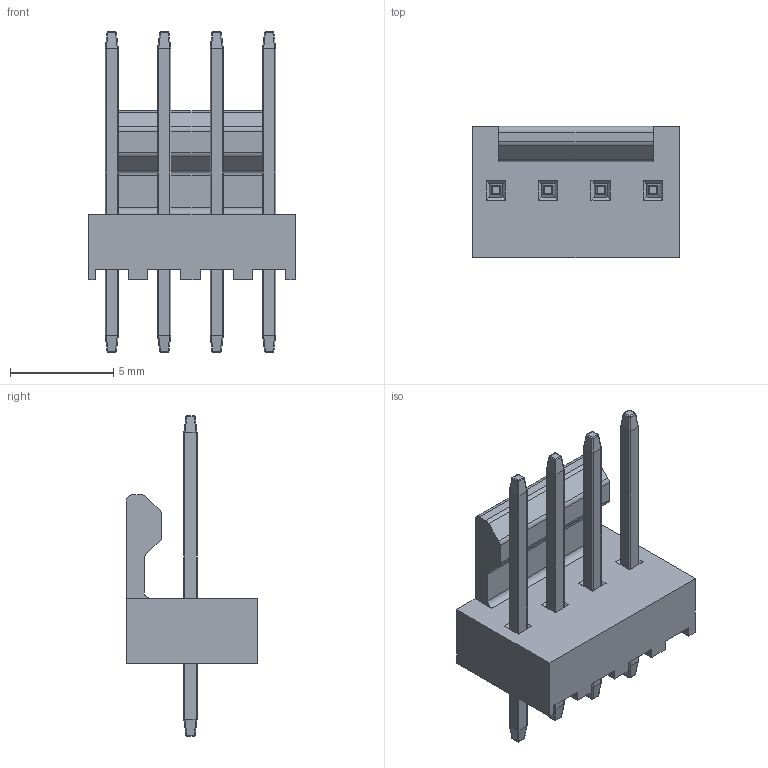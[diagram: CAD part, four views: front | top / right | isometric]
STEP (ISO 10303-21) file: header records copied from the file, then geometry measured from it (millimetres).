
FILE_DESCRIPTION (( 'STEP AP214' ), '1' );
FILE_NAME ('CONN-TH_22112042-LI-4P-P2.54.step', '2022-08-08T01:59:49', ( '' ), ( '' ), 'SwSTEP 2.0', 'SolidWorks 2020', '' );
FILE_SCHEMA (( 'AUTOMOTIVE_DESIGN' ));
Length unit declared in the file: millimetre
Products named in the file (1): CONN-TH_22112042-LI-4P-P2.54
Bounding box: 10.01 x 6.35 x 15.5 mm (x, y, z)
Volume: 247.4 mm3; surface area: 470.3 mm2
Topology: 14 solids, 14 shells, 734 faces, 1914 edges, 1244 vertices
Faces by surface type: plane 446, bspline 154, cylinder 102, sphere 32
Entity records: 33659 total; most frequent: CARTESIAN_POINT 8871, ORIENTED_EDGE 3828, DIRECTION 2712, EDGE_CURVE 1914, LINE 1334, VECTOR 1334, VERTEX_POINT 1244, EDGE_LOOP 782
